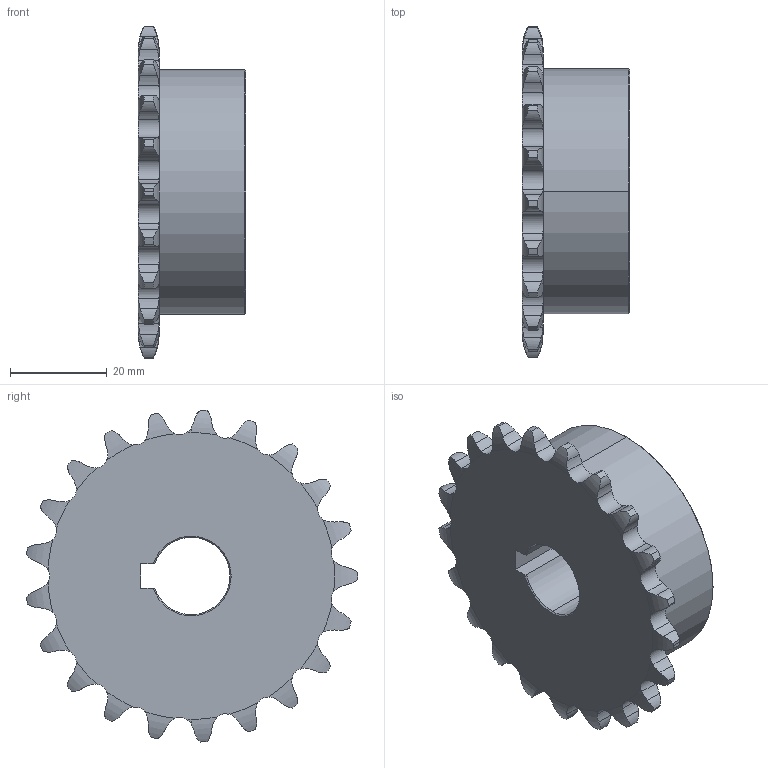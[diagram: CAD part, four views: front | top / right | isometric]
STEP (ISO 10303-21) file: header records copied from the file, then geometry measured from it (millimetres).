
FILE_DESCRIPTION((''),'2;1');
FILE_NAME('2006 Drive Sprocket.stp','2006-02-07T22:00:34',('t8558es'),(''),'Autodesk Inventor (R) 6.0','Autodesk Inventor (R) 6.0','');
FILE_SCHEMA(('AUTOMOTIVE_DESIGN { 1 0 10303 214 1 1 1 1 }'));
Length unit declared in the file: inch
Products named in the file (1): 2006 Drive Sprocket
Bounding box: 22.23 x 68.62 x 68.81 mm (x, y, z)
Volume: 44799.4 mm3; surface area: 11048.7 mm2
Topology: 1 solids, 1 shells, 192 faces, 561 edges, 372 vertices
Faces by surface type: cylinder 129, torus 46, cone 8, plane 6, bspline 3
Entity records: 7219 total; most frequent: CARTESIAN_POINT 2481, ORIENTED_EDGE 1122, DIRECTION 835, EDGE_CURVE 561, VERTEX_POINT 372, AXIS2_PLACEMENT_3D 344, B_SPLINE_CURVE_WITH_KNOTS 256, EDGE_LOOP 195
